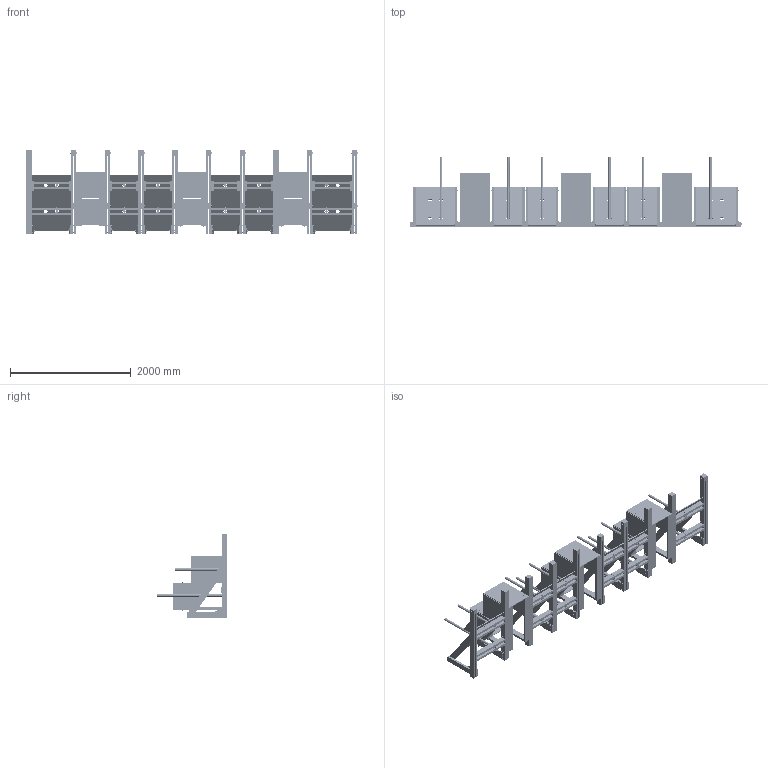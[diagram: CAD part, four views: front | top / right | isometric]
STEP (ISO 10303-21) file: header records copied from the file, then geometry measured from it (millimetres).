
FILE_DESCRIPTION (( 'STEP AP214' ), '1' );
FILE_NAME ('TE-23000.STEP', '2023-01-03T18:54:41', ( '' ), ( '' ), 'SwSTEP 2.0', 'SolidWorks 2022', '' );
FILE_SCHEMA (( 'AUTOMOTIVE_DESIGN' ));
Length unit declared in the file: inch
Products named in the file (50): hex_.25_20_5.5_partial_hex.25_20_5.5; hex_.25_20_4_partial; TE-23034; TE-23031; TE-23017; TE-23039; TE-23002_Right Side; TE-23021; hex_.25_20_2.5_partial_91247A552; washer_flat_.25_98023A029; TE-23003; TE-23020; TE-23011; hex_.25_20_3.5_partial; TE-23002_Left Side; TE-23005; TE-23025; TE-23030; TE-23009; TE-23008; TE-23033; TE-23027; TE-23038; TE-23006; TE-23015; GE-23623; wing_.25_20_90866A029; TE-23037; TE-23013; TE-23036; TE-23032; hex_.25_20_2; TE-23023; TE-23026; TE-23016; CCF-RT-13-1; TeeNut_.25_20_90975A025; TE-23007; TE-23012; TE-23035 ...
Assembly tree (371 placements, depth 4):
  TE-23000
    TE-23003  x5
      TE-23007
      TE-23035
        TE-23013  x2
        TE-23015
      TE-23031
        TE-23008  x2
        TE-23010  x4
      TE-23033
        TE-23011
        TE-23012
      TE-23032
        TE-23011
        TE-23012
      hex_.25_20_3.5_partial
      wing_.25_20_90866A029
      hex_.25_20_2.5_partial_91247A552
      hex_.25_20_5.5_partial_hex.25_20_5.5
      washer_flat_.25_98023A029
      TE-23036
        TE-23016
        CCF-RT-13-1
        tape_VISIONTARGET  x2
      TE-23037
        TE-23017
        CCF-RT-13-1
        tape_VISIONTARGET  x2
    TE-23004  x3
      TE-23039
        TE-23018
        TE-23019
        TE-23023
        TE-23022
        TE-23024
        TE-23025
        TE-23005
        TE-23021
        TE-23020
      TE-23038
        TE-23018
        TE-23019
        TE-23023
        TE-23022
        TE-23024
        TE-23025
        TE-23005
        TE-23021
        TE-23020
      TE-23026
      TE-23027
      TE-23028
      TeeNut_.25_20_90975A025
      hex_.25_20_2
      washer_flat_.25_98023A029
    TE-23002_Right Side
      TE-23006  x2
      TE-23005
      TE-23007
      TE-23030
Bounding box: 5495.93 x 1168.4 x 1378.5 mm (x, y, z)
Volume: 433138298.7 mm3; surface area: 50820298.9 mm2
Topology: 817 solids, 817 shells, 21666 faces, 52354 edges, 33012 vertices
Faces by surface type: cylinder 8640, plane 7526, torus 2764, cone 2472, bspline 264
Entity records: 29145 total; most frequent: CARTESIAN_POINT 9168, DIRECTION 3974, ORIENTED_EDGE 3236, EDGE_CURVE 1618, AXIS2_PLACEMENT_3D 1587, VERTEX_POINT 1046, LINE 800, VECTOR 800
